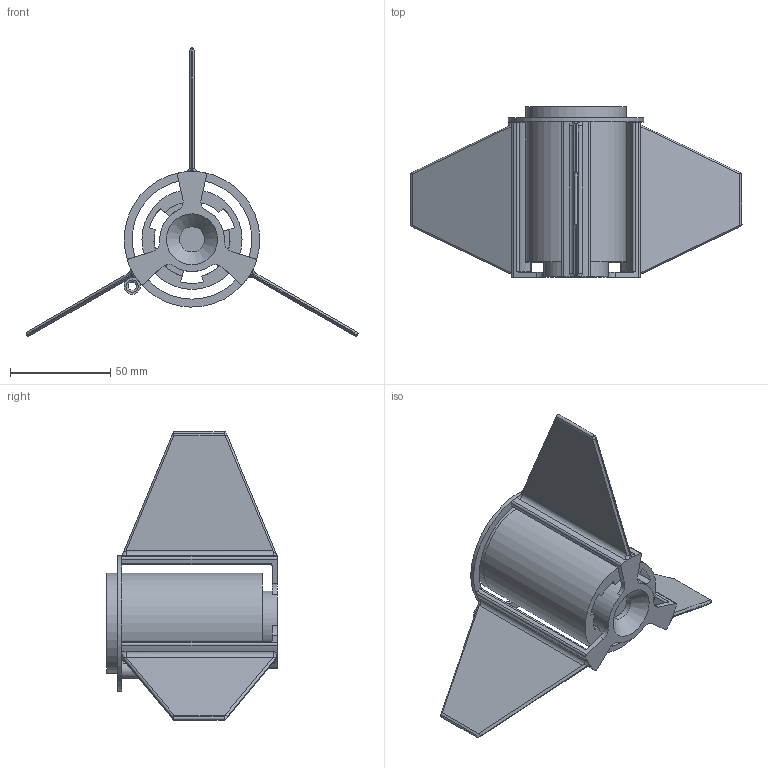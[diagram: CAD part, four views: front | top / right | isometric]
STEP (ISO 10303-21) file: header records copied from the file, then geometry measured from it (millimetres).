
FILE_DESCRIPTION(/* description */ (''),/* implementation_level */ '2;1');
FILE_NAME(/* name */ 'LatchMech v14.step',/* time_stamp */ '2023-09-28T22:51:57-04:00',/* author */ (''),/* organization */ (''),/* preprocessor_version */ 'ST-DEVELOPER v20',/* originating_system */ 'Autodesk Translation Framework v12.14.0.127',/* authorisation */ '');
FILE_SCHEMA (('AUTOMOTIVE_DESIGN { 1 0 10303 214 3 1 1 }'));
Length unit declared in the file: millimetre
Products named in the file (2): LatchMech; Estes_D-12_Motor
Assembly tree (1 placements, depth 2):
  LatchMech
    Estes_D-12_Motor
Bounding box: 165.99 x 85 x 144.02 mm (x, y, z)
Volume: 158791.8 mm3; surface area: 80211.5 mm2
Topology: 5 solids, 5 shells, 247 faces, 694 edges, 457 vertices
Faces by surface type: cylinder 103, plane 100, torus 29, bspline 12, cone 3
Full cylindrical faces by diameter (mm): 4.175 x1, 12.5 x1, 15 x1, 24 x1, 24.25 x2, 28 x1, 32.25 x1, 50.05 x2, 59.8 x1
Entity records: 9098 total; most frequent: CARTESIAN_POINT 2639, ORIENTED_EDGE 1388, DIRECTION 1318, EDGE_CURVE 694, AXIS2_PLACEMENT_3D 500, VERTEX_POINT 457, LINE 318, VECTOR 318
